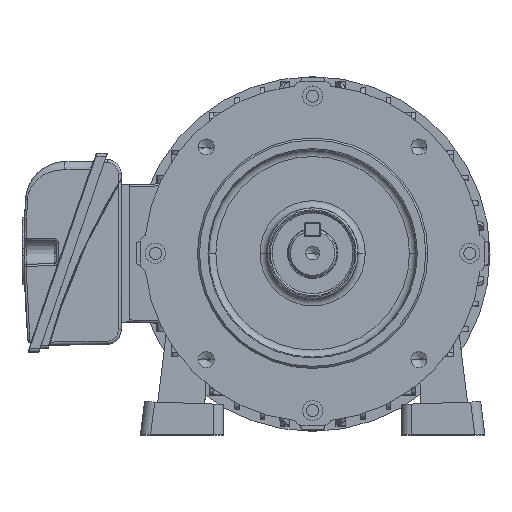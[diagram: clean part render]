
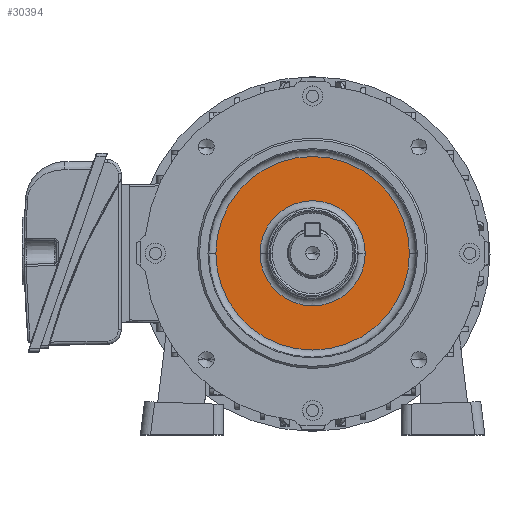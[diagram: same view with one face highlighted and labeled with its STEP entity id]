
A CAD part, top view. The second image highlights one B-rep face of the part: STEP entity #30394.
In plain terms, the highlighted planar face has unit normal (0, 0, 1).
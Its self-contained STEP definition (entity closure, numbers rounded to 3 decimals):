
#423 = ORIENTED_EDGE ( 'NONE', *, *, #9201, .F. ) ;
#1104 = ORIENTED_EDGE ( 'NONE', *, *, #31779, .F. ) ;
#2374 = DIRECTION ( 'NONE',  ( 0., 0., 1. ) ) ;
#3251 = DIRECTION ( 'NONE',  ( 1., 0., 0. ) ) ;
#7793 = DIRECTION ( 'NONE',  ( 0., 0., 1. ) ) ;
#7993 = DIRECTION ( 'NONE',  ( 1., 0., 0. ) ) ;
#9201 = EDGE_CURVE ( 'NONE', #35782, #13665, #54361, .T. ) ;
#11497 = CIRCLE ( 'NONE', #19546, 48.018 ) ;
#11711 = DIRECTION ( 'NONE',  ( 1., 0., 0. ) ) ;
#12341 = CARTESIAN_POINT ( 'NONE',  ( 26.083, 0., 0. ) ) ;
#13665 = VERTEX_POINT ( 'NONE', #12341 ) ;
#15476 = AXIS2_PLACEMENT_3D ( 'NONE', #41454, #7793, #11711 ) ;
#17368 = EDGE_CURVE ( 'NONE', #25279, #37888, #11497, .T. ) ;
#19546 = AXIS2_PLACEMENT_3D ( 'NONE', #37753, #24033, #3251 ) ;
#20366 = CARTESIAN_POINT ( 'NONE',  ( -48.018, 0., 0. ) ) ;
#20613 = CARTESIAN_POINT ( 'NONE',  ( 0., 0., 0. ) ) ;
#22977 = AXIS2_PLACEMENT_3D ( 'NONE', #20613, #2374, #7993 ) ;
#23778 = EDGE_LOOP ( 'NONE', ( #29312, #47363 ) ) ;
#24033 = DIRECTION ( 'NONE',  ( 0., 0., 1. ) ) ;
#25231 = AXIS2_PLACEMENT_3D ( 'NONE', #41321, #32079, #28406 ) ;
#25279 = VERTEX_POINT ( 'NONE', #20366 ) ;
#26733 = EDGE_CURVE ( 'NONE', #37888, #25279, #30756, .T. ) ;
#28406 = DIRECTION ( 'NONE',  ( -1., 0., 0. ) ) ;
#29312 = ORIENTED_EDGE ( 'NONE', *, *, #26733, .T. ) ;
#30394 = ADVANCED_FACE ( 'NONE', ( #43324, #34898 ), #52034, .F. ) ;
#30756 = CIRCLE ( 'NONE', #39706, 48.018 ) ;
#31779 = EDGE_CURVE ( 'NONE', #13665, #35782, #52245, .T. ) ;
#32079 = DIRECTION ( 'NONE',  ( 0., 0., -1. ) ) ;
#34898 = FACE_OUTER_BOUND ( 'NONE', #23778, .T. ) ;
#35782 = VERTEX_POINT ( 'NONE', #53967 ) ;
#37199 = CARTESIAN_POINT ( 'NONE',  ( 48.018, 0., 0. ) ) ;
#37753 = CARTESIAN_POINT ( 'NONE',  ( 0., 0., 0. ) ) ;
#37888 = VERTEX_POINT ( 'NONE', #37199 ) ;
#39706 = AXIS2_PLACEMENT_3D ( 'NONE', #54003, #41623, #49780 ) ;
#41321 = CARTESIAN_POINT ( 'NONE',  ( 0., 26.083, 0. ) ) ;
#41454 = CARTESIAN_POINT ( 'NONE',  ( 0., 0., 0. ) ) ;
#41623 = DIRECTION ( 'NONE',  ( 0., 0., 1. ) ) ;
#43324 = FACE_BOUND ( 'NONE', #47604, .T. ) ;
#47363 = ORIENTED_EDGE ( 'NONE', *, *, #17368, .T. ) ;
#47604 = EDGE_LOOP ( 'NONE', ( #1104, #423 ) ) ;
#49780 = DIRECTION ( 'NONE',  ( 1., 0., 0. ) ) ;
#52034 = PLANE ( 'NONE',  #25231 ) ;
#52245 = CIRCLE ( 'NONE', #15476, 26.083 ) ;
#53967 = CARTESIAN_POINT ( 'NONE',  ( -26.083, 0., 0. ) ) ;
#54003 = CARTESIAN_POINT ( 'NONE',  ( 0., 0., 0. ) ) ;
#54361 = CIRCLE ( 'NONE', #22977, 26.083 ) ;
